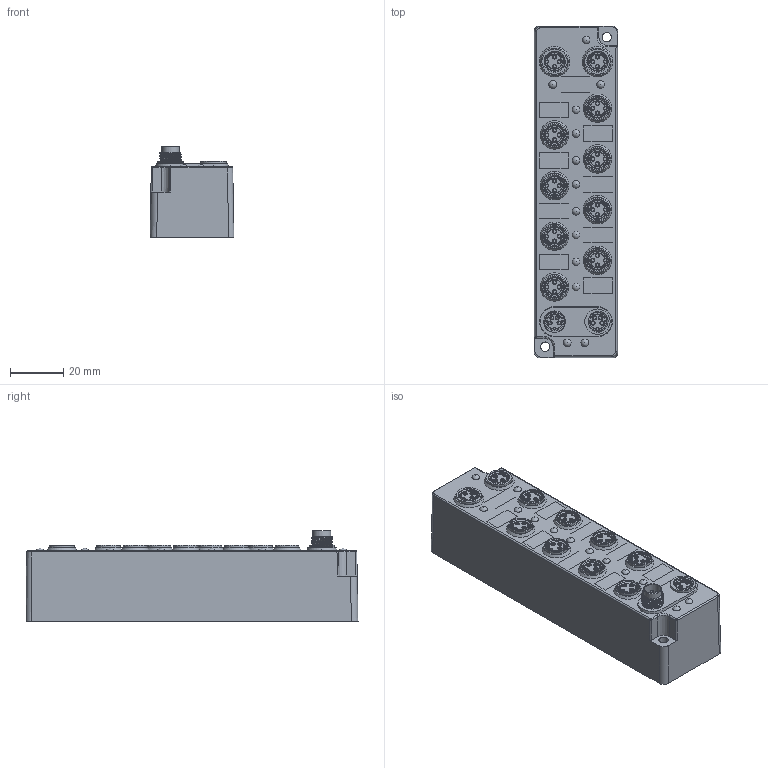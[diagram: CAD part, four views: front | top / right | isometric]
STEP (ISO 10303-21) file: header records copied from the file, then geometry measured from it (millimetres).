
FILE_DESCRIPTION(/* description */ (''),/* implementation_level */ '2;1');
FILE_NAME(/* name */ '8XM8.stp',/* time_stamp */ '2023-10-12T18:36:06+08:00',/* author */ (''),/* organization */ (''),/* preprocessor_version */ 'ST-DEVELOPER v14',/* originating_system */ 'SIEMENS PLM Software NX 8.0',/* authorisation */ '');
FILE_SCHEMA (('AUTOMOTIVE_DESIGN { 1 0 10303 214 3 1 1 1 }'));
Length unit declared in the file: millimetre
Products named in the file (1): Admi3B785DE3e41v
Bounding box: 31.45 x 124.49 x 34 mm (x, y, z)
Volume: 112.3 mm3; surface area: 22190.3 mm2
Topology: 31 solids, 33 shells, 712 faces, 1519 edges, 992 vertices
Faces by surface type: plane 329, cylinder 206, cone 96, torus 34, bspline 26, sphere 21
Full cylindrical faces by diameter (mm): 1 x4, 1.1 x4, 1.2 x34, 1.5 x34, 3.5 x2, 5.9 x1, 6 x1, 6.7 x1, 6.9 x24, 7 x3, 7.5 x3, 8.6 x1, 9.5 x3, 10 x1
Entity records: 39543 total; most frequent: CARTESIAN_POINT 20851, DIRECTION 2942, ORIENTED_EDGE 2398, AXIS2_PLACEMENT_3D 1242, EDGE_CURVE 1199, EDGE_LOOP 1014, VERTEX_POINT 879, PRESENTATION_STYLE_ASSIGNMENT 695
